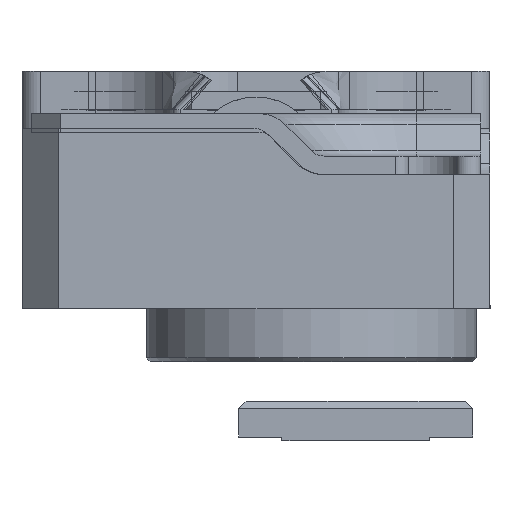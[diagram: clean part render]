
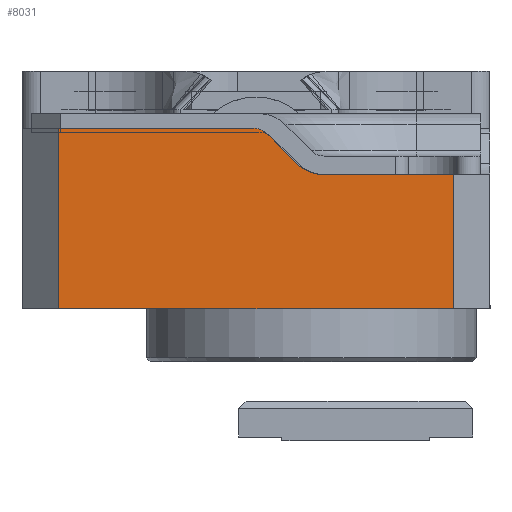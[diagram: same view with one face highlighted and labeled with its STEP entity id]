
A CAD part, front view. The second image highlights one B-rep face of the part: STEP entity #8031.
In plain terms, the highlighted face is planar.
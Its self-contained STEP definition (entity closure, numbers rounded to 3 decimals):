
#1218=CIRCLE('',#45719,1.);
#1219=CIRCLE('',#45720,0.5);
#8031=ADVANCED_FACE('',(#11826),#9829,.T.);
#9829=PLANE('',#45721);
#11826=FACE_OUTER_BOUND('',#14057,.T.);
#14057=EDGE_LOOP('',(#24786,#24787,#24788,#24789,#24790,#24791,#24792,#24793));
#24786=ORIENTED_EDGE('',*,*,#34976,.T.);
#24787=ORIENTED_EDGE('',*,*,#35014,.T.);
#24788=ORIENTED_EDGE('',*,*,#35015,.T.);
#24789=ORIENTED_EDGE('',*,*,#35016,.T.);
#24790=ORIENTED_EDGE('',*,*,#35017,.T.);
#24791=ORIENTED_EDGE('',*,*,#35018,.T.);
#24792=ORIENTED_EDGE('',*,*,#34992,.T.);
#24793=ORIENTED_EDGE('',*,*,#35019,.T.);
#29407=VERTEX_POINT('',#71914);
#29408=VERTEX_POINT('',#71916);
#29421=VERTEX_POINT('',#71946);
#29422=VERTEX_POINT('',#71948);
#29440=VERTEX_POINT('',#71991);
#29441=VERTEX_POINT('',#71993);
#29442=VERTEX_POINT('',#71995);
#29443=VERTEX_POINT('',#71997);
#34976=EDGE_CURVE('',#29408,#29407,#39135,.T.);
#34992=EDGE_CURVE('',#29422,#29421,#39147,.T.);
#35014=EDGE_CURVE('',#29407,#29440,#39163,.T.);
#35015=EDGE_CURVE('',#29440,#29441,#39164,.T.);
#35016=EDGE_CURVE('',#29441,#29442,#1218,.T.);
#35017=EDGE_CURVE('',#29442,#29443,#39165,.T.);
#35018=EDGE_CURVE('',#29443,#29422,#1219,.T.);
#35019=EDGE_CURVE('',#29421,#29408,#39166,.T.);
#39135=LINE('',#71915,#43160);
#39147=LINE('',#71947,#43172);
#39163=LINE('',#71990,#43188);
#39164=LINE('',#71992,#43189);
#39165=LINE('',#71996,#43190);
#39166=LINE('',#71999,#43191);
#43160=VECTOR('',#54309,1.);
#43172=VECTOR('',#54333,1.);
#43188=VECTOR('',#54367,1.);
#43189=VECTOR('',#54368,1.);
#43190=VECTOR('',#54371,1.);
#43191=VECTOR('',#54374,1.);
#45719=AXIS2_PLACEMENT_3D('',#71994,#54369,#54370);
#45720=AXIS2_PLACEMENT_3D('',#71998,#54372,#54373);
#45721=AXIS2_PLACEMENT_3D('',#72000,#54375,#54376);
#54309=DIRECTION('',(-1.,0.,0.));
#54333=DIRECTION('',(1.,0.,0.));
#54367=DIRECTION('',(0.,0.,1.));
#54368=DIRECTION('',(1.,0.,0.));
#54369=DIRECTION('',(0.,-1.,0.));
#54370=DIRECTION('',(0.,0.,1.));
#54371=DIRECTION('',(0.707,0.,0.707));
#54372=DIRECTION('',(0.,1.,0.));
#54373=DIRECTION('',(0.,0.,1.));
#54374=DIRECTION('',(0.,0.,-1.));
#54375=DIRECTION('',(0.,1.,0.));
#54376=DIRECTION('',(0.,0.,1.));
#71914=CARTESIAN_POINT('',(1.,20.5,0.));
#71915=CARTESIAN_POINT('',(6.35,20.5,0.));
#71916=CARTESIAN_POINT('',(11.7,20.5,0.));
#71946=CARTESIAN_POINT('',(11.7,20.5,4.9));
#71947=CARTESIAN_POINT('',(6.35,20.5,4.9));
#71948=CARTESIAN_POINT('',(6.407,20.5,4.9));
#71990=CARTESIAN_POINT('',(1.,20.5,0.));
#71991=CARTESIAN_POINT('',(1.,20.5,3.65));
#71992=CARTESIAN_POINT('',(0.,20.5,3.65));
#71993=CARTESIAN_POINT('',(4.536,20.5,3.65));
#71994=CARTESIAN_POINT('',(4.536,20.5,4.65));
#71995=CARTESIAN_POINT('',(5.243,20.5,3.943));
#71996=CARTESIAN_POINT('',(3.825,20.5,2.525));
#71997=CARTESIAN_POINT('',(6.054,20.5,4.754));
#71998=CARTESIAN_POINT('',(6.407,20.5,4.4));
#71999=CARTESIAN_POINT('',(11.7,20.5,0.));
#72000=CARTESIAN_POINT('',(6.35,20.5,0.));
